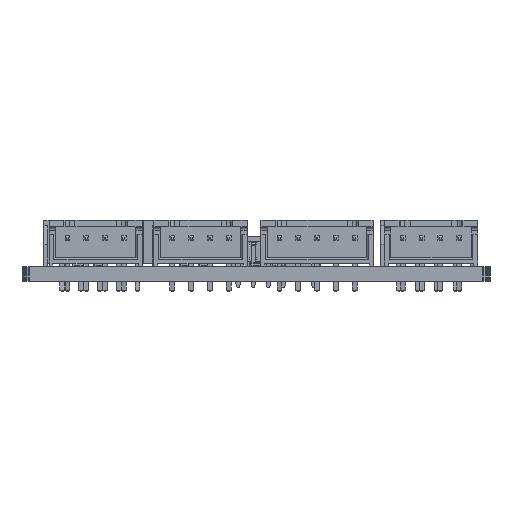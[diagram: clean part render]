
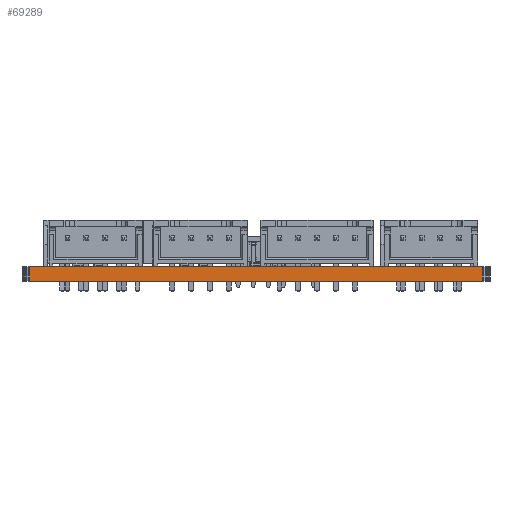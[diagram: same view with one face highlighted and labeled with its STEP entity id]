
A CAD part, left-side view. The second image highlights one B-rep face of the part: STEP entity #69289.
In plain terms, the highlighted planar face has unit normal (-1, -0.005, 0).
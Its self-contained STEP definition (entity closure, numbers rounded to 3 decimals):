
#57204 = PLANE('',#57205);
#57205 = AXIS2_PLACEMENT_3D('',#57206,#57207,#57208);
#57206 = CARTESIAN_POINT('',(151.148,-84.326,1.954));
#57207 = DIRECTION('',(-0.,-0.,-1.));
#57208 = DIRECTION('',(-1.,0.,0.));
#57258 = PLANE('',#57259);
#57259 = AXIS2_PLACEMENT_3D('',#57260,#57261,#57262);
#57260 = CARTESIAN_POINT('',(151.148,-84.326,0.));
#57261 = DIRECTION('',(-0.,-0.,-1.));
#57262 = DIRECTION('',(-1.,0.,0.));
#59047 = VERTEX_POINT('',#59048);
#59048 = CARTESIAN_POINT('',(104.982,-114.418,0.));
#59062 = PLANE('',#59063);
#59063 = AXIS2_PLACEMENT_3D('',#59064,#59065,#59066);
#59064 = CARTESIAN_POINT('',(105.001,-114.613,0.));
#59065 = DIRECTION('',(-0.995,-0.098,0.));
#59066 = DIRECTION('',(-0.098,0.995,0.));
#59074 = EDGE_CURVE('',#59047,#59075,#59077,.T.);
#59075 = VERTEX_POINT('',#59076);
#59076 = CARTESIAN_POINT('',(104.682,-54.207,0.));
#59077 = SURFACE_CURVE('',#59078,(#59082,#59089),.PCURVE_S1.);
#59078 = LINE('',#59079,#59080);
#59079 = CARTESIAN_POINT('',(104.982,-114.418,0.));
#59080 = VECTOR('',#59081,1.);
#59081 = DIRECTION('',(-0.005,1.,0.));
#59082 = PCURVE('',#57258,#59083);
#59083 = DEFINITIONAL_REPRESENTATION('',(#59084),#59088);
#59084 = LINE('',#59085,#59086);
#59085 = CARTESIAN_POINT('',(46.166,-30.092));
#59086 = VECTOR('',#59087,1.);
#59087 = DIRECTION('',(0.005,1.));
#59088 = ( GEOMETRIC_REPRESENTATION_CONTEXT(2) 
PARAMETRIC_REPRESENTATION_CONTEXT() REPRESENTATION_CONTEXT('2D SPACE',''
  ) );
#59089 = PCURVE('',#59090,#59095);
#59090 = PLANE('',#59091);
#59091 = AXIS2_PLACEMENT_3D('',#59092,#59093,#59094);
#59092 = CARTESIAN_POINT('',(104.982,-114.418,0.));
#59093 = DIRECTION('',(-1.,-0.005,0.));
#59094 = DIRECTION('',(-0.005,1.,0.));
#59095 = DEFINITIONAL_REPRESENTATION('',(#59096),#59100);
#59096 = LINE('',#59097,#59098);
#59097 = CARTESIAN_POINT('',(0.,0.));
#59098 = VECTOR('',#59099,1.);
#59099 = DIRECTION('',(1.,0.));
#59100 = ( GEOMETRIC_REPRESENTATION_CONTEXT(2) 
PARAMETRIC_REPRESENTATION_CONTEXT() REPRESENTATION_CONTEXT('2D SPACE',''
  ) );
#59118 = PLANE('',#59119);
#59119 = AXIS2_PLACEMENT_3D('',#59120,#59121,#59122);
#59120 = CARTESIAN_POINT('',(104.682,-54.207,0.));
#59121 = DIRECTION('',(-0.995,0.098,0.));
#59122 = DIRECTION('',(0.098,0.995,0.));
#64923 = VERTEX_POINT('',#64924);
#64924 = CARTESIAN_POINT('',(104.982,-114.418,1.954));
#64945 = EDGE_CURVE('',#64923,#64946,#64948,.T.);
#64946 = VERTEX_POINT('',#64947);
#64947 = CARTESIAN_POINT('',(104.682,-54.207,1.954));
#64948 = SURFACE_CURVE('',#64949,(#64953,#64960),.PCURVE_S1.);
#64949 = LINE('',#64950,#64951);
#64950 = CARTESIAN_POINT('',(104.982,-114.418,1.954));
#64951 = VECTOR('',#64952,1.);
#64952 = DIRECTION('',(-0.005,1.,0.));
#64953 = PCURVE('',#57204,#64954);
#64954 = DEFINITIONAL_REPRESENTATION('',(#64955),#64959);
#64955 = LINE('',#64956,#64957);
#64956 = CARTESIAN_POINT('',(46.166,-30.092));
#64957 = VECTOR('',#64958,1.);
#64958 = DIRECTION('',(0.005,1.));
#64959 = ( GEOMETRIC_REPRESENTATION_CONTEXT(2) 
PARAMETRIC_REPRESENTATION_CONTEXT() REPRESENTATION_CONTEXT('2D SPACE',''
  ) );
#64960 = PCURVE('',#59090,#64961);
#64961 = DEFINITIONAL_REPRESENTATION('',(#64962),#64966);
#64962 = LINE('',#64963,#64964);
#64963 = CARTESIAN_POINT('',(0.,-1.954));
#64964 = VECTOR('',#64965,1.);
#64965 = DIRECTION('',(1.,0.));
#64966 = ( GEOMETRIC_REPRESENTATION_CONTEXT(2) 
PARAMETRIC_REPRESENTATION_CONTEXT() REPRESENTATION_CONTEXT('2D SPACE',''
  ) );
#69239 = EDGE_CURVE('',#59075,#64946,#69240,.T.);
#69240 = SURFACE_CURVE('',#69241,(#69245,#69252),.PCURVE_S1.);
#69241 = LINE('',#69242,#69243);
#69242 = CARTESIAN_POINT('',(104.682,-54.207,0.));
#69243 = VECTOR('',#69244,1.);
#69244 = DIRECTION('',(0.,0.,1.));
#69245 = PCURVE('',#59118,#69246);
#69246 = DEFINITIONAL_REPRESENTATION('',(#69247),#69251);
#69247 = LINE('',#69248,#69249);
#69248 = CARTESIAN_POINT('',(0.,0.));
#69249 = VECTOR('',#69250,1.);
#69250 = DIRECTION('',(0.,-1.));
#69251 = ( GEOMETRIC_REPRESENTATION_CONTEXT(2) 
PARAMETRIC_REPRESENTATION_CONTEXT() REPRESENTATION_CONTEXT('2D SPACE',''
  ) );
#69252 = PCURVE('',#59090,#69253);
#69253 = DEFINITIONAL_REPRESENTATION('',(#69254),#69258);
#69254 = LINE('',#69255,#69256);
#69255 = CARTESIAN_POINT('',(60.212,0.));
#69256 = VECTOR('',#69257,1.);
#69257 = DIRECTION('',(0.,-1.));
#69258 = ( GEOMETRIC_REPRESENTATION_CONTEXT(2) 
PARAMETRIC_REPRESENTATION_CONTEXT() REPRESENTATION_CONTEXT('2D SPACE',''
  ) );
#69289 = ADVANCED_FACE('',(#69290),#59090,.T.);
#69290 = FACE_BOUND('',#69291,.T.);
#69291 = EDGE_LOOP('',(#69292,#69313,#69314,#69315));
#69292 = ORIENTED_EDGE('',*,*,#69293,.T.);
#69293 = EDGE_CURVE('',#59047,#64923,#69294,.T.);
#69294 = SURFACE_CURVE('',#69295,(#69299,#69306),.PCURVE_S1.);
#69295 = LINE('',#69296,#69297);
#69296 = CARTESIAN_POINT('',(104.982,-114.418,0.));
#69297 = VECTOR('',#69298,1.);
#69298 = DIRECTION('',(0.,0.,1.));
#69299 = PCURVE('',#59090,#69300);
#69300 = DEFINITIONAL_REPRESENTATION('',(#69301),#69305);
#69301 = LINE('',#69302,#69303);
#69302 = CARTESIAN_POINT('',(0.,0.));
#69303 = VECTOR('',#69304,1.);
#69304 = DIRECTION('',(0.,-1.));
#69305 = ( GEOMETRIC_REPRESENTATION_CONTEXT(2) 
PARAMETRIC_REPRESENTATION_CONTEXT() REPRESENTATION_CONTEXT('2D SPACE',''
  ) );
#69306 = PCURVE('',#59062,#69307);
#69307 = DEFINITIONAL_REPRESENTATION('',(#69308),#69312);
#69308 = LINE('',#69309,#69310);
#69309 = CARTESIAN_POINT('',(0.196,0.));
#69310 = VECTOR('',#69311,1.);
#69311 = DIRECTION('',(0.,-1.));
#69312 = ( GEOMETRIC_REPRESENTATION_CONTEXT(2) 
PARAMETRIC_REPRESENTATION_CONTEXT() REPRESENTATION_CONTEXT('2D SPACE',''
  ) );
#69313 = ORIENTED_EDGE('',*,*,#64945,.T.);
#69314 = ORIENTED_EDGE('',*,*,#69239,.F.);
#69315 = ORIENTED_EDGE('',*,*,#59074,.F.);
